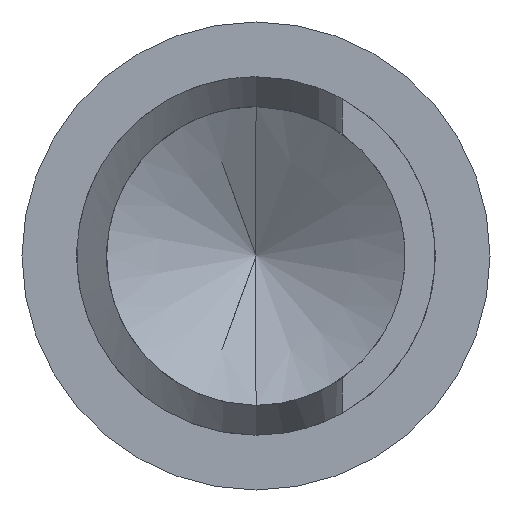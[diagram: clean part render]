
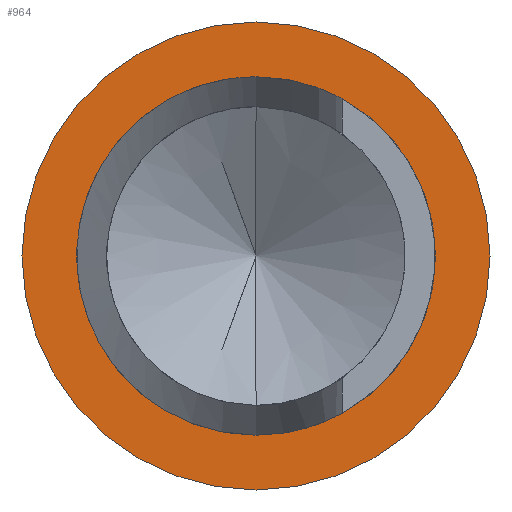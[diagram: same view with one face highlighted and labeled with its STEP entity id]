
A CAD part, front view. The second image highlights one B-rep face of the part: STEP entity #964.
In plain terms, the highlighted planar face has unit normal (0, -1, 0).
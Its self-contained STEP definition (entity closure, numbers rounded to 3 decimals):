
#32 = DIRECTION ( 'NONE',  ( 0., 0., -1. ) ) ;
#51 = ORIENTED_EDGE ( 'NONE', *, *, #516, .T. ) ;
#114 = CARTESIAN_POINT ( 'NONE',  ( -0.94, -7.52, 0. ) ) ;
#117 = CARTESIAN_POINT ( 'NONE',  ( 0., -7.52, 0. ) ) ;
#133 = EDGE_CURVE ( 'NONE', #813, #541, #311, .T. ) ;
#170 = EDGE_LOOP ( 'NONE', ( #390, #174 ) ) ;
#174 = ORIENTED_EDGE ( 'NONE', *, *, #886, .F. ) ;
#213 = FACE_OUTER_BOUND ( 'NONE', #446, .T. ) ;
#246 = FACE_BOUND ( 'NONE', #170, .T. ) ;
#249 = CARTESIAN_POINT ( 'NONE',  ( 0., -7.52, 0.72 ) ) ;
#311 = CIRCLE ( 'NONE', #346, 0.72 ) ;
#346 = AXIS2_PLACEMENT_3D ( 'NONE', #117, #433, #980 ) ;
#390 = ORIENTED_EDGE ( 'NONE', *, *, #133, .F. ) ;
#422 = DIRECTION ( 'NONE',  ( 0., -1., 0. ) ) ;
#433 = DIRECTION ( 'NONE',  ( 0., -1., 0. ) ) ;
#446 = EDGE_LOOP ( 'NONE', ( #51, #897 ) ) ;
#470 = VERTEX_POINT ( 'NONE', #862 ) ;
#499 = DIRECTION ( 'NONE',  ( 0., 1., 0. ) ) ;
#503 = PLANE ( 'NONE',  #1013 ) ;
#516 = EDGE_CURVE ( 'NONE', #470, #1002, #582, .T. ) ;
#535 = CARTESIAN_POINT ( 'NONE',  ( 0., -7.52, 0.94 ) ) ;
#541 = VERTEX_POINT ( 'NONE', #249 ) ;
#574 = CARTESIAN_POINT ( 'NONE',  ( 0., -7.52, 0. ) ) ;
#582 = CIRCLE ( 'NONE', #946, 0.94 ) ;
#603 = EDGE_CURVE ( 'NONE', #1002, #470, #641, .T. ) ;
#631 = DIRECTION ( 'NONE',  ( 0., 0., -1. ) ) ;
#641 = CIRCLE ( 'NONE', #782, 0.94 ) ;
#642 = DIRECTION ( 'NONE',  ( 0., -1., 0. ) ) ;
#644 = CARTESIAN_POINT ( 'NONE',  ( 0., -7.52, 0. ) ) ;
#652 = DIRECTION ( 'NONE',  ( 0., 0., 1. ) ) ;
#662 = CIRCLE ( 'NONE', #816, 0.72 ) ;
#782 = AXIS2_PLACEMENT_3D ( 'NONE', #644, #422, #32 ) ;
#788 = CARTESIAN_POINT ( 'NONE',  ( 0., -7.52, 0. ) ) ;
#813 = VERTEX_POINT ( 'NONE', #979 ) ;
#815 = DIRECTION ( 'NONE',  ( 0., -1., 0. ) ) ;
#816 = AXIS2_PLACEMENT_3D ( 'NONE', #574, #815, #889 ) ;
#862 = CARTESIAN_POINT ( 'NONE',  ( 0., -7.52, -0.94 ) ) ;
#886 = EDGE_CURVE ( 'NONE', #541, #813, #662, .T. ) ;
#889 = DIRECTION ( 'NONE',  ( 0., 0., -1. ) ) ;
#897 = ORIENTED_EDGE ( 'NONE', *, *, #603, .T. ) ;
#946 = AXIS2_PLACEMENT_3D ( 'NONE', #788, #642, #631 ) ;
#964 = ADVANCED_FACE ( 'NONE', ( #246, #213 ), #503, .F. ) ;
#979 = CARTESIAN_POINT ( 'NONE',  ( 0., -7.52, -0.72 ) ) ;
#980 = DIRECTION ( 'NONE',  ( 0., 0., -1. ) ) ;
#1002 = VERTEX_POINT ( 'NONE', #535 ) ;
#1013 = AXIS2_PLACEMENT_3D ( 'NONE', #114, #499, #652 ) ;
